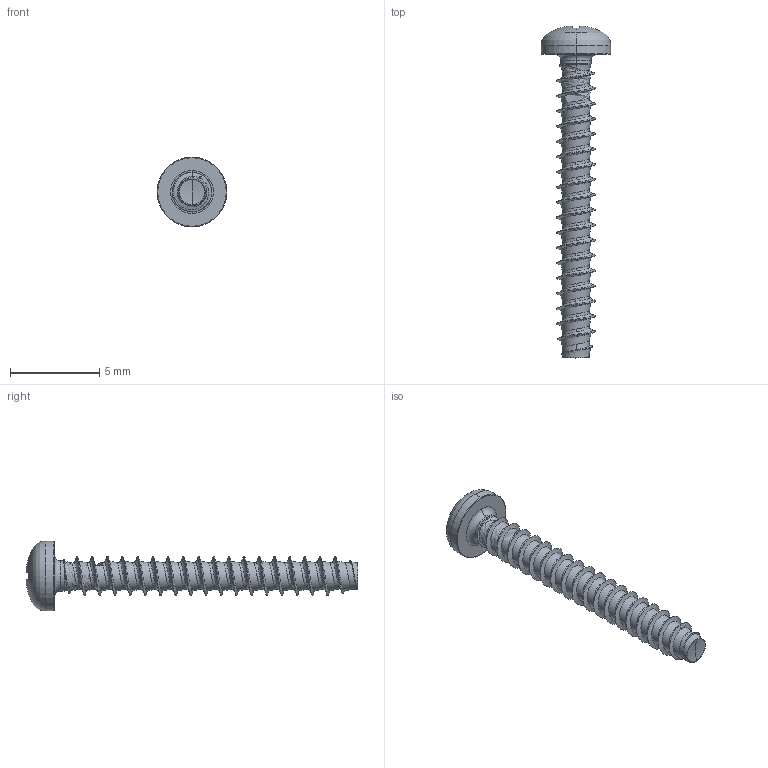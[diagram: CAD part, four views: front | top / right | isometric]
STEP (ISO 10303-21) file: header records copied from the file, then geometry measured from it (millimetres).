
FILE_DESCRIPTION (( 'STEP AP203' ), '1' );
FILE_NAME ('STP320220170.STEP', '2019-05-15T18:30:35', ( '' ), ( '' ), 'SwSTEP 2.0', 'SolidWorks 2015', '' );
FILE_SCHEMA (( 'CONFIG_CONTROL_DESIGN' ));
Length unit declared in the file: millimetre
Products named in the file (2): STP320220170
Bounding box: 3.9 x 18.58 x 3.9 mm (x, y, z)
Volume: 50.3 mm3; surface area: 174.8 mm2
Topology: 1 solids, 1 shells, 202 faces, 477 edges, 277 vertices
Faces by surface type: cylinder 64, bspline 51, torus 28, sphere 28, plane 22, cone 9
Entity records: 32973 total; most frequent: CARTESIAN_POINT 28692, ORIENTED_EDGE 950, DIRECTION 779, EDGE_CURVE 475, AXIS2_PLACEMENT_3D 341, VERTEX_POINT 277, EDGE_LOOP 204, FACE_OUTER_BOUND 202
